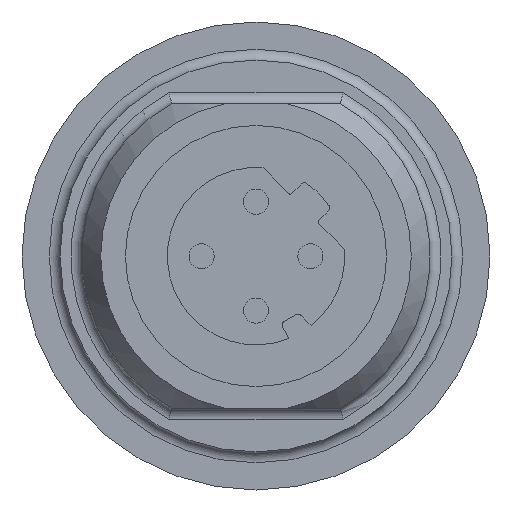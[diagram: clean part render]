
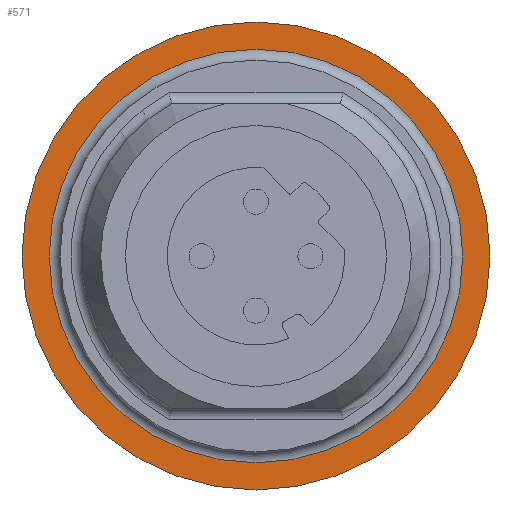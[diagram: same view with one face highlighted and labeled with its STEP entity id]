
A CAD part, left-side view. The second image highlights one B-rep face of the part: STEP entity #571.
In plain terms, the highlighted planar face has unit normal (-1, 0, 0).
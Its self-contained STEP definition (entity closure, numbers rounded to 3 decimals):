
#179=PLANE('',#6066);
#310=FACE_BOUND('',#1461,.T.);
#311=FACE_BOUND('',#1462,.T.);
#571=ADVANCED_FACE('',(#310,#311),#179,.F.);
#1461=EDGE_LOOP('',(#2454));
#1462=EDGE_LOOP('',(#2455));
#1961=CIRCLE('',#6045,10.75);
#1976=CIRCLE('',#6065,9.5);
#2454=ORIENTED_EDGE('',*,*,#4589,.T.);
#2455=ORIENTED_EDGE('',*,*,#4565,.F.);
#4006=VERTEX_POINT('',#8617);
#4030=VERTEX_POINT('',#8670);
#4565=EDGE_CURVE('',#4006,#4006,#1961,.T.);
#4589=EDGE_CURVE('',#4030,#4030,#1976,.T.);
#6045=AXIS2_PLACEMENT_3D('',#8616,#6915,#6916);
#6065=AXIS2_PLACEMENT_3D('',#8669,#6964,#6965);
#6066=AXIS2_PLACEMENT_3D('',#8671,#6966,#6967);
#6915=DIRECTION('',(1.,0.,0.));
#6916=DIRECTION('',(0.,0.,-1.));
#6964=DIRECTION('',(1.,0.,0.));
#6965=DIRECTION('',(0.,0.,-1.));
#6966=DIRECTION('',(1.,0.,0.));
#6967=DIRECTION('',(0.,0.,1.));
#8616=CARTESIAN_POINT('',(-29.,0.,0.008));
#8617=CARTESIAN_POINT('',(-29.,0.,-10.742));
#8669=CARTESIAN_POINT('',(-29.,0.,0.008));
#8670=CARTESIAN_POINT('',(-29.,0.,-9.492));
#8671=CARTESIAN_POINT('',(-29.,0.,-8.992));
